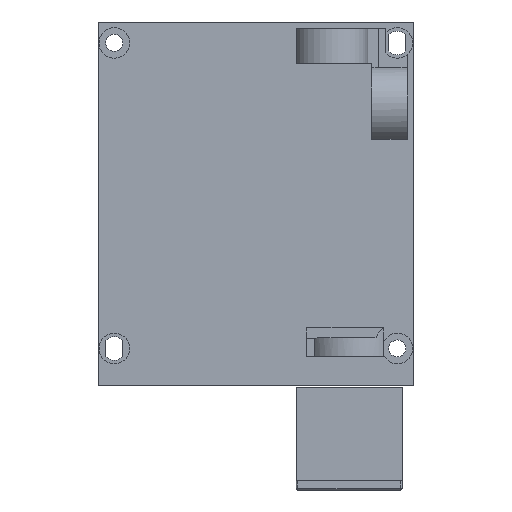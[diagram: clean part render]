
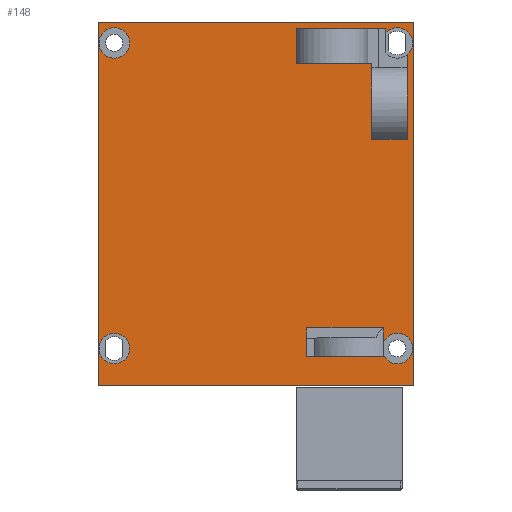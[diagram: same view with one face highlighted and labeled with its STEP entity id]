
A CAD part, front view. The second image highlights one B-rep face of the part: STEP entity #148.
In plain terms, the highlighted planar face has unit normal (0, -1, 0).
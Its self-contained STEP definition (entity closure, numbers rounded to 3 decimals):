
#148=ADVANCED_FACE('',(#750,#751,#752,#753,#754),#755,.F.);
#750=FACE_OUTER_BOUND('',#1950,.T.);
#751=FACE_BOUND('',#1951,.T.);
#752=FACE_BOUND('',#1952,.T.);
#753=FACE_BOUND('',#1953,.T.);
#754=FACE_BOUND('',#1954,.T.);
#755=PLANE('',#1955);
#1950=EDGE_LOOP('',(#4495,#4496,#4497,#4498));
#1951=EDGE_LOOP('',(#4499,#4500,#4501,#4502,#4503,#4504,#4505));
#1952=EDGE_LOOP('',(#4506,#4507,#4508,#4509,#4510,#4511,#4512,#4513,#4514));
#1953=EDGE_LOOP('',(#4515,#4516));
#1954=EDGE_LOOP('',(#4517,#4518));
#1955=AXIS2_PLACEMENT_3D('',#4519,#4520,#4521);
#4495=ORIENTED_EDGE('',*,*,#8953,.F.);
#4496=ORIENTED_EDGE('',*,*,#8954,.F.);
#4497=ORIENTED_EDGE('',*,*,#8934,.F.);
#4498=ORIENTED_EDGE('',*,*,#8952,.F.);
#4499=ORIENTED_EDGE('',*,*,#8955,.T.);
#4500=ORIENTED_EDGE('',*,*,#8814,.T.);
#4501=ORIENTED_EDGE('',*,*,#8956,.T.);
#4502=ORIENTED_EDGE('',*,*,#8957,.F.);
#4503=ORIENTED_EDGE('',*,*,#8958,.F.);
#4504=ORIENTED_EDGE('',*,*,#8959,.T.);
#4505=ORIENTED_EDGE('',*,*,#8960,.T.);
#4506=ORIENTED_EDGE('',*,*,#8961,.T.);
#4507=ORIENTED_EDGE('',*,*,#8962,.T.);
#4508=ORIENTED_EDGE('',*,*,#8963,.F.);
#4509=ORIENTED_EDGE('',*,*,#8964,.F.);
#4510=ORIENTED_EDGE('',*,*,#8965,.T.);
#4511=ORIENTED_EDGE('',*,*,#8966,.T.);
#4512=ORIENTED_EDGE('',*,*,#8967,.T.);
#4513=ORIENTED_EDGE('',*,*,#8968,.T.);
#4514=ORIENTED_EDGE('',*,*,#8797,.T.);
#4515=ORIENTED_EDGE('',*,*,#8969,.F.);
#4516=ORIENTED_EDGE('',*,*,#8970,.F.);
#4517=ORIENTED_EDGE('',*,*,#8971,.F.);
#4518=ORIENTED_EDGE('',*,*,#8972,.F.);
#4519=CARTESIAN_POINT('',(0.0,0.4,0.0));
#4520=DIRECTION('',(-0.0,1.0,0.0));
#4521=DIRECTION('',(1.0,0.0,0.0));
#8797=EDGE_CURVE('',#10294,#10302,#10304,.T.);
#8814=EDGE_CURVE('',#10332,#10336,#10338,.T.);
#8934=EDGE_CURVE('',#10557,#10560,#10561,.T.);
#8952=EDGE_CURVE('',#10588,#10557,#10590,.T.);
#8953=EDGE_CURVE('',#10591,#10588,#10592,.T.);
#8954=EDGE_CURVE('',#10560,#10591,#10593,.T.);
#8955=EDGE_CURVE('',#10594,#10332,#10595,.T.);
#8956=EDGE_CURVE('',#10336,#10596,#10597,.T.);
#8957=EDGE_CURVE('',#10598,#10596,#10599,.T.);
#8958=EDGE_CURVE('',#10600,#10598,#10601,.T.);
#8959=EDGE_CURVE('',#10600,#10602,#10603,.T.);
#8960=EDGE_CURVE('',#10602,#10594,#10604,.T.);
#8961=EDGE_CURVE('',#10302,#10605,#10606,.T.);
#8962=EDGE_CURVE('',#10605,#10607,#10608,.T.);
#8963=EDGE_CURVE('',#10609,#10607,#10610,.T.);
#8964=EDGE_CURVE('',#10611,#10609,#10612,.T.);
#8965=EDGE_CURVE('',#10611,#10613,#10614,.T.);
#8966=EDGE_CURVE('',#10613,#10615,#10616,.T.);
#8967=EDGE_CURVE('',#10615,#10617,#10618,.T.);
#8968=EDGE_CURVE('',#10617,#10294,#10619,.T.);
#8969=EDGE_CURVE('',#10620,#10621,#10622,.T.);
#8970=EDGE_CURVE('',#10621,#10620,#10623,.T.);
#8971=EDGE_CURVE('',#10624,#10625,#10626,.T.);
#8972=EDGE_CURVE('',#10625,#10624,#10627,.T.);
#10294=VERTEX_POINT('',#12774);
#10302=VERTEX_POINT('',#12784);
#10304=CIRCLE('',#12787,4.75);
#10332=VERTEX_POINT('',#12824);
#10336=VERTEX_POINT('',#12829);
#10338=CIRCLE('',#12832,4.75);
#10557=VERTEX_POINT('',#13255);
#10560=VERTEX_POINT('',#13259);
#10561=LINE('',#13260,#13261);
#10588=VERTEX_POINT('',#13301);
#10590=LINE('',#13304,#13305);
#10591=VERTEX_POINT('',#13306);
#10592=LINE('',#13307,#13308);
#10593=LINE('',#13309,#13310);
#10594=VERTEX_POINT('',#13311);
#10595=CIRCLE('',#13312,4.75);
#10596=VERTEX_POINT('',#13313);
#10597=LINE('',#13314,#13315);
#10598=VERTEX_POINT('',#13316);
#10599=LINE('',#13317,#13318);
#10600=VERTEX_POINT('',#13319);
#10601=LINE('',#13320,#13321);
#10602=VERTEX_POINT('',#13322);
#10603=LINE('',#13323,#13324);
#10604=LINE('',#13325,#13326);
#10605=VERTEX_POINT('',#13327);
#10606=LINE('',#13328,#13329);
#10607=VERTEX_POINT('',#13330);
#10608=LINE('',#13331,#13332);
#10609=VERTEX_POINT('',#13333);
#10610=LINE('',#13334,#13335);
#10611=VERTEX_POINT('',#13336);
#10612=LINE('',#13337,#13338);
#10613=VERTEX_POINT('',#13339);
#10614=LINE('',#13340,#13341);
#10615=VERTEX_POINT('',#13342);
#10616=LINE('',#13343,#13344);
#10617=VERTEX_POINT('',#13345);
#10618=LINE('',#13346,#13347);
#10619=CIRCLE('',#13348,4.75);
#10620=VERTEX_POINT('',#13349);
#10621=VERTEX_POINT('',#13350);
#10622=CIRCLE('',#13351,4.75);
#10623=CIRCLE('',#13352,4.75);
#10624=VERTEX_POINT('',#13353);
#10625=VERTEX_POINT('',#13354);
#10626=CIRCLE('',#13355,4.75);
#10627=CIRCLE('',#13356,4.75);
#12774=CARTESIAN_POINT('',(51.2,0.4,50.0));
#12784=CARTESIAN_POINT('',(49.5,0.4,46.359));
#12787=AXIS2_PLACEMENT_3D('',#16859,#16860,#16861);
#12824=CARTESIAN_POINT('',(51.2,0.4,-45.0));
#12829=CARTESIAN_POINT('',(42.097,0.4,-46.901));
#12832=AXIS2_PLACEMENT_3D('',#16891,#16892,#16893);
#13255=CARTESIAN_POINT('',(-46.5,0.4,56.5));
#13259=CARTESIAN_POINT('',(51.5,0.4,56.5));
#13260=CARTESIAN_POINT('',(-46.5,0.4,56.5));
#13261=VECTOR('',#17046,98.0);
#13301=CARTESIAN_POINT('',(-46.5,0.4,-56.5));
#13304=CARTESIAN_POINT('',(-46.5,0.4,-56.5));
#13305=VECTOR('',#17070,113.0);
#13306=CARTESIAN_POINT('',(51.5,0.4,-56.5));
#13307=CARTESIAN_POINT('',(51.5,0.4,-56.5));
#13308=VECTOR('',#17071,98.0);
#13309=CARTESIAN_POINT('',(51.5,0.4,56.5));
#13310=VECTOR('',#17072,113.0);
#13311=CARTESIAN_POINT('',(42.097,0.4,-43.099));
#13312=AXIS2_PLACEMENT_3D('',#17073,#17074,#17075);
#13313=CARTESIAN_POINT('',(42.097,0.4,-47.6));
#13314=CARTESIAN_POINT('',(42.097,0.4,-46.901));
#13315=VECTOR('',#17076,0.699);
#13316=CARTESIAN_POINT('',(18.303,0.4,-47.6));
#13317=CARTESIAN_POINT('',(18.303,0.4,-47.6));
#13318=VECTOR('',#17077,23.794);
#13319=CARTESIAN_POINT('',(18.303,0.4,-38.6));
#13320=CARTESIAN_POINT('',(18.303,0.4,-38.6));
#13321=VECTOR('',#17078,9.0);
#13322=CARTESIAN_POINT('',(42.097,0.4,-38.6));
#13323=CARTESIAN_POINT('',(18.303,0.4,-38.6));
#13324=VECTOR('',#17079,23.794);
#13325=CARTESIAN_POINT('',(42.097,0.4,-38.6));
#13326=VECTOR('',#17080,4.499);
#13327=CARTESIAN_POINT('',(49.5,0.4,20.0));
#13328=CARTESIAN_POINT('',(49.5,0.4,46.359));
#13329=VECTOR('',#17081,26.359);
#13330=CARTESIAN_POINT('',(38.5,0.4,20.0));
#13331=CARTESIAN_POINT('',(49.5,0.4,20.0));
#13332=VECTOR('',#17082,11.0);
#13333=CARTESIAN_POINT('',(38.5,0.4,43.5));
#13334=CARTESIAN_POINT('',(38.5,0.4,43.5));
#13335=VECTOR('',#17083,23.5);
#13336=CARTESIAN_POINT('',(15.0,0.4,43.5));
#13337=CARTESIAN_POINT('',(15.0,0.4,43.5));
#13338=VECTOR('',#17084,23.5);
#13339=CARTESIAN_POINT('',(15.0,0.4,54.5));
#13340=CARTESIAN_POINT('',(15.0,0.4,43.5));
#13341=VECTOR('',#17085,11.0);
#13342=CARTESIAN_POINT('',(42.8,0.4,54.5));
#13343=CARTESIAN_POINT('',(15.0,0.4,54.5));
#13344=VECTOR('',#17086,27.8);
#13345=CARTESIAN_POINT('',(42.8,0.4,53.04));
#13346=CARTESIAN_POINT('',(42.8,0.4,54.5));
#13347=VECTOR('',#17087,1.46);
#13348=AXIS2_PLACEMENT_3D('',#17088,#17089,#17090);
#13349=CARTESIAN_POINT('',(-36.8,0.4,-45.0));
#13350=CARTESIAN_POINT('',(-46.3,0.4,-45.0));
#13351=AXIS2_PLACEMENT_3D('',#17091,#17092,#17093);
#13352=AXIS2_PLACEMENT_3D('',#17094,#17095,#17096);
#13353=CARTESIAN_POINT('',(-36.8,0.4,50.));
#13354=CARTESIAN_POINT('',(-46.3,0.4,50.));
#13355=AXIS2_PLACEMENT_3D('',#17097,#17098,#17099);
#13356=AXIS2_PLACEMENT_3D('',#17100,#17101,#17102);
#16859=CARTESIAN_POINT('',(46.45,0.4,50.0));
#16860=DIRECTION('',(0.0,1.0,0.0));
#16861=DIRECTION('',(-0.768,0.0,0.64));
#16891=CARTESIAN_POINT('',(46.45,0.4,-45.0));
#16892=DIRECTION('',(0.0,1.0,0.0));
#16893=DIRECTION('',(-0.916,0.0,0.4));
#17046=DIRECTION('',(1.0,0.0,0.0));
#17070=DIRECTION('',(0.0,0.0,1.0));
#17071=DIRECTION('',(-1.0,0.0,0.0));
#17072=DIRECTION('',(0.0,0.0,-1.0));
#17073=CARTESIAN_POINT('',(46.45,0.4,-45.0));
#17074=DIRECTION('',(0.0,1.0,0.0));
#17075=DIRECTION('',(-0.916,0.0,0.4));
#17076=DIRECTION('',(0.0,0.0,-1.0));
#17077=DIRECTION('',(1.0,0.0,0.0));
#17078=DIRECTION('',(0.0,0.0,-1.0));
#17079=DIRECTION('',(1.0,0.0,0.0));
#17080=DIRECTION('',(0.0,0.0,-1.0));
#17081=DIRECTION('',(0.0,0.0,-1.0));
#17082=DIRECTION('',(-1.0,0.0,0.0));
#17083=DIRECTION('',(0.0,0.0,-1.0));
#17084=DIRECTION('',(1.0,0.0,0.0));
#17085=DIRECTION('',(0.0,0.0,1.0));
#17086=DIRECTION('',(1.0,0.0,0.0));
#17087=DIRECTION('',(0.0,0.0,-1.0));
#17088=CARTESIAN_POINT('',(46.45,0.4,50.0));
#17089=DIRECTION('',(0.0,1.0,0.0));
#17090=DIRECTION('',(-0.768,0.0,0.64));
#17091=CARTESIAN_POINT('',(-41.55,0.4,-45.0));
#17092=DIRECTION('',(0.0,-1.0,0.0));
#17093=DIRECTION('',(1.0,0.0,0.0));
#17094=CARTESIAN_POINT('',(-41.55,0.4,-45.0));
#17095=DIRECTION('',(0.0,-1.0,0.0));
#17096=DIRECTION('',(-1.0,0.0,0.0));
#17097=CARTESIAN_POINT('',(-41.55,0.4,50.));
#17098=DIRECTION('',(0.0,-1.0,0.0));
#17099=DIRECTION('',(1.0,0.0,0.0));
#17100=CARTESIAN_POINT('',(-41.55,0.4,50.));
#17101=DIRECTION('',(0.0,-1.0,0.0));
#17102=DIRECTION('',(-1.0,0.0,0.0));
